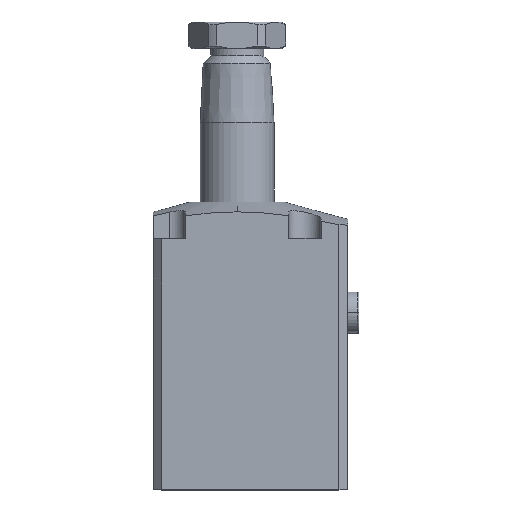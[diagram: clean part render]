
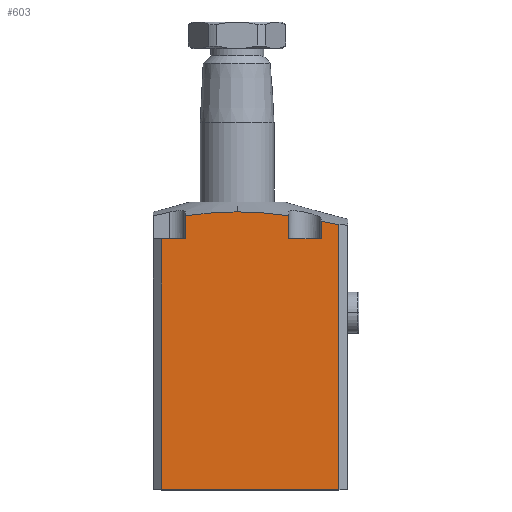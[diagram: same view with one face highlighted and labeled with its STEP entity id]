
A CAD part, top view. The second image highlights one B-rep face of the part: STEP entity #603.
In plain terms, the highlighted planar face has unit normal (0, 0, 1).
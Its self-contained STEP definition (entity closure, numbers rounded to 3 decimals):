
#545 = ORIENTED_EDGE ( 'NONE', *, *, #4888, .F. ) ;
#603 = ADVANCED_FACE ( 'NONE', ( #1481 ), #2419, .F. ) ;
#981 = VECTOR ( 'NONE', #4457, 1000. ) ;
#984 = VECTOR ( 'NONE', #4459, 1000. ) ;
#985 = LINE ( 'NONE', #4458, #981 ) ;
#986 = VECTOR ( 'NONE', #4460, 1000. ) ;
#988 = LINE ( 'NONE', #4462, #986 ) ;
#989 = VECTOR ( 'NONE', #4468, 1000. ) ;
#991 = VECTOR ( 'NONE', #4470, 1000. ) ;
#992 = LINE ( 'NONE', #4469, #989 ) ;
#993 = VECTOR ( 'NONE', #4472, 1000. ) ;
#994 = LINE ( 'NONE', #4467, #984 ) ;
#995 = VECTOR ( 'NONE', #4481, 1000. ) ;
#996 = LINE ( 'NONE', #4477, #991 ) ;
#997 = LINE ( 'NONE', #4482, #995 ) ;
#1015 = VECTOR ( 'NONE', #3458, 1000. ) ;
#1018 = LINE ( 'NONE', #3459, #1015 ) ;
#1020 = LINE ( 'NONE', #4476, #993 ) ;
#1481 = FACE_OUTER_BOUND ( 'NONE', #2696, .T. ) ;
#2106 = CARTESIAN_POINT ( 'NONE',  ( 17.5, 85., 28.5 ) ) ;
#2109 = CARTESIAN_POINT ( 'NONE',  ( 34.5, 89.797, 28.5 ) ) ;
#2110 = CARTESIAN_POINT ( 'NONE',  ( 28.5, 85., 28.5 ) ) ;
#2112 = CARTESIAN_POINT ( 'NONE',  ( -17.5, 85., 28.5 ) ) ;
#2115 = CARTESIAN_POINT ( 'NONE',  ( 28.5, 90.987, 28.5 ) ) ;
#2116 = CARTESIAN_POINT ( 'NONE',  ( 17.5, 92.826, 28.5 ) ) ;
#2119 = CARTESIAN_POINT ( 'NONE',  ( 34.5, 0., 28.5 ) ) ;
#2137 = CARTESIAN_POINT ( 'NONE',  ( -25.5, 85., 28.5 ) ) ;
#2138 = CARTESIAN_POINT ( 'NONE',  ( -25.5, 0., 28.5 ) ) ;
#2174 = CARTESIAN_POINT ( 'NONE',  ( 0., 94.151, 28.5 ) ) ;
#2175 = CARTESIAN_POINT ( 'NONE',  ( -17.5, 92.826, 28.5 ) ) ;
#2390 = DIRECTION ( 'NONE',  ( -1., 0., 0. ) ) ;
#2399 = DIRECTION ( 'NONE',  ( 0., 0., -1. ) ) ;
#2408 = CARTESIAN_POINT ( 'NONE',  ( -28.5, 97.5, 28.5 ) ) ;
#2419 = PLANE ( 'NONE',  #4700 ) ;
#2696 = EDGE_LOOP ( 'NONE', ( #545, #3380, #3198, #3174, #3173, #3177, #3033, #3039, #3176, #3172, #3184 ) ) ;
#2802 = VERTEX_POINT ( 'NONE', #2175 ) ;
#2803 = VERTEX_POINT ( 'NONE', #2174 ) ;
#2832 = VERTEX_POINT ( 'NONE', #2138 ) ;
#2833 = VERTEX_POINT ( 'NONE', #2137 ) ;
#2850 = VERTEX_POINT ( 'NONE', #2119 ) ;
#2853 = VERTEX_POINT ( 'NONE', #2116 ) ;
#2854 = VERTEX_POINT ( 'NONE', #2115 ) ;
#2857 = VERTEX_POINT ( 'NONE', #2112 ) ;
#2859 = VERTEX_POINT ( 'NONE', #2110 ) ;
#2860 = VERTEX_POINT ( 'NONE', #2109 ) ;
#2861 = VERTEX_POINT ( 'NONE', #2106 ) ;
#3033 = ORIENTED_EDGE ( 'NONE', *, *, #4893, .F. ) ;
#3039 = ORIENTED_EDGE ( 'NONE', *, *, #4894, .T. ) ;
#3172 = ORIENTED_EDGE ( 'NONE', *, *, #4896, .T. ) ;
#3173 = ORIENTED_EDGE ( 'NONE', *, *, #4891, .T. ) ;
#3174 = ORIENTED_EDGE ( 'NONE', *, *, #4873, .T. ) ;
#3176 = ORIENTED_EDGE ( 'NONE', *, *, #4895, .T. ) ;
#3177 = ORIENTED_EDGE ( 'NONE', *, *, #4892, .T. ) ;
#3184 = ORIENTED_EDGE ( 'NONE', *, *, #4865, .T. ) ;
#3198 = ORIENTED_EDGE ( 'NONE', *, *, #4890, .T. ) ;
#3380 = ORIENTED_EDGE ( 'NONE', *, *, #4889, .F. ) ;
#3458 = DIRECTION ( 'NONE',  ( 1., 0., 0. ) ) ;
#3459 = CARTESIAN_POINT ( 'NONE',  ( -28.5, 0., 28.5 ) ) ;
#3482 = CARTESIAN_POINT ( 'NONE',  ( -17.5, 92.826, 28.5 ) ) ;
#3483 = CARTESIAN_POINT ( 'NONE',  ( -14.599, 93.233, 28.5 ) ) ;
#3484 = CARTESIAN_POINT ( 'NONE',  ( -11.691, 93.567, 28.5 ) ) ;
#3485 = CARTESIAN_POINT ( 'NONE',  ( -7.315, 93.912, 28.5 ) ) ;
#3487 = CARTESIAN_POINT ( 'NONE',  ( -5.855, 94.001, 28.5 ) ) ;
#3489 = CARTESIAN_POINT ( 'NONE',  ( -2.928, 94.12, 28.5 ) ) ;
#3500 = CARTESIAN_POINT ( 'NONE',  ( 0., 94.151, 28.5 ) ) ;
#3501 = CARTESIAN_POINT ( 'NONE',  ( -1.46, 94.151, 28.5 ) ) ;
#4452 = CARTESIAN_POINT ( 'NONE',  ( 0., 94.151, 28.5 ) ) ;
#4453 = CARTESIAN_POINT ( 'NONE',  ( 2.965, 94.151, 28.5 ) ) ;
#4454 = CARTESIAN_POINT ( 'NONE',  ( 5.902, 94.024, 28.5 ) ) ;
#4455 = CARTESIAN_POINT ( 'NONE',  ( 11.731, 93.563, 28.5 ) ) ;
#4457 = DIRECTION ( 'NONE',  ( 0., 1., 0. ) ) ;
#4458 = CARTESIAN_POINT ( 'NONE',  ( 17.5, 85., 28.5 ) ) ;
#4459 = DIRECTION ( 'NONE',  ( -1., 0., 0. ) ) ;
#4460 = DIRECTION ( 'NONE',  ( 0., 1., 0. ) ) ;
#4461 = CARTESIAN_POINT ( 'NONE',  ( 17.5, 92.826, 28.5 ) ) ;
#4462 = CARTESIAN_POINT ( 'NONE',  ( 28.5, 85., 28.5 ) ) ;
#4463 = CARTESIAN_POINT ( 'NONE',  ( 28.5, 90.987, 28.5 ) ) ;
#4464 = CARTESIAN_POINT ( 'NONE',  ( 30.504, 90.608, 28.5 ) ) ;
#4465 = CARTESIAN_POINT ( 'NONE',  ( 32.503, 90.209, 28.5 ) ) ;
#4466 = CARTESIAN_POINT ( 'NONE',  ( 14.623, 93.229, 28.5 ) ) ;
#4467 = CARTESIAN_POINT ( 'NONE',  ( 28.5, 85., 28.5 ) ) ;
#4468 = DIRECTION ( 'NONE',  ( 0., 1., 0. ) ) ;
#4469 = CARTESIAN_POINT ( 'NONE',  ( 34.5, 97.5, 28.5 ) ) ;
#4470 = DIRECTION ( 'NONE',  ( 0., -1., 0. ) ) ;
#4471 = CARTESIAN_POINT ( 'NONE',  ( 34.5, 89.797, 28.5 ) ) ;
#4472 = DIRECTION ( 'NONE',  ( 1., 0., 0. ) ) ;
#4476 = CARTESIAN_POINT ( 'NONE',  ( -17.5, 85., 28.5 ) ) ;
#4477 = CARTESIAN_POINT ( 'NONE',  ( -25.5, 97.5, 28.5 ) ) ;
#4481 = DIRECTION ( 'NONE',  ( 0., 1., 0. ) ) ;
#4482 = CARTESIAN_POINT ( 'NONE',  ( -17.5, 69.444, 28.5 ) ) ;
#4526 = B_SPLINE_CURVE_WITH_KNOTS ( 'NONE', 3,
 ( #3500, #3501, #3489, #3487, #3485, #3484, #3483, #3482 ),
 .UNSPECIFIED., .F., .F.,
 ( 4, 2, 2, 4 ),
 ( 0.155, 0.159, 0.163, 0.172 ),
 .UNSPECIFIED. ) ;
#4528 = B_SPLINE_CURVE_WITH_KNOTS ( 'NONE', 3,
 ( #4471, #4465, #4464, #4463 ),
 .UNSPECIFIED., .F., .F.,
 ( 4, 4 ),
 ( 0.12, 0.126 ),
 .UNSPECIFIED. ) ;
#4529 = B_SPLINE_CURVE_WITH_KNOTS ( 'NONE', 3,
 ( #4461, #4466, #4455, #4454, #4453, #4452 ),
 .UNSPECIFIED., .F., .F.,
 ( 4, 2, 4 ),
 ( 0.137, 0.146, 0.155 ),
 .UNSPECIFIED. ) ;
#4700 = AXIS2_PLACEMENT_3D ( 'NONE', #2408, #2399, #2390 ) ;
#4865 = EDGE_CURVE ( 'NONE', #2803, #2802, #4526, .T. ) ;
#4873 = EDGE_CURVE ( 'NONE', #2832, #2850, #1018, .T. ) ;
#4888 = EDGE_CURVE ( 'NONE', #2857, #2802, #997, .T. ) ;
#4889 = EDGE_CURVE ( 'NONE', #2833, #2857, #1020, .T. ) ;
#4890 = EDGE_CURVE ( 'NONE', #2833, #2832, #996, .T. ) ;
#4891 = EDGE_CURVE ( 'NONE', #2850, #2860, #992, .T. ) ;
#4892 = EDGE_CURVE ( 'NONE', #2860, #2854, #4528, .T. ) ;
#4893 = EDGE_CURVE ( 'NONE', #2859, #2854, #988, .T. ) ;
#4894 = EDGE_CURVE ( 'NONE', #2859, #2861, #994, .T. ) ;
#4895 = EDGE_CURVE ( 'NONE', #2861, #2853, #985, .T. ) ;
#4896 = EDGE_CURVE ( 'NONE', #2853, #2803, #4529, .T. ) ;
